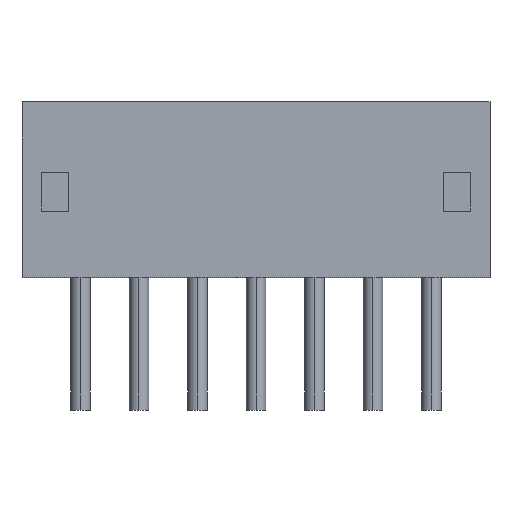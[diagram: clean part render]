
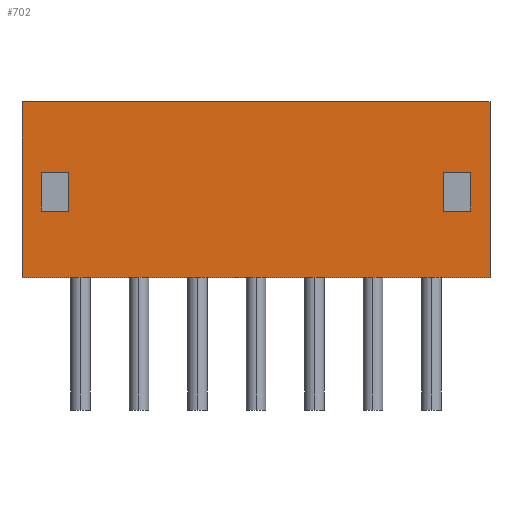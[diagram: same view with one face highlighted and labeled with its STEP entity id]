
A CAD part, top view. The second image highlights one B-rep face of the part: STEP entity #702.
In plain terms, the highlighted planar face has unit normal (0, 0, 1).
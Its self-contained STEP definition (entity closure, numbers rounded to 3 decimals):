
#393 = EDGE_CURVE ( 'NONE', #706, #668, #2137, .T. ) ;
#394 = ORIENTED_EDGE ( 'NONE', *, *, #395, .F. ) ;
#395 = EDGE_CURVE ( 'NONE', #396, #397, #2133, .T. ) ;
#396 = VERTEX_POINT ( 'NONE', #2129 ) ;
#397 = VERTEX_POINT ( 'NONE', #2128 ) ;
#465 = EDGE_CURVE ( 'NONE', #651, #567, #2297, .T. ) ;
#529 = ORIENTED_EDGE ( 'NONE', *, *, #618, .F. ) ;
#564 = EDGE_CURVE ( 'NONE', #604, #567, #2710, .T. ) ;
#567 = VERTEX_POINT ( 'NONE', #2706 ) ;
#603 = ORIENTED_EDGE ( 'NONE', *, *, #564, .F. ) ;
#604 = VERTEX_POINT ( 'NONE', #2595 ) ;
#616 = ORIENTED_EDGE ( 'NONE', *, *, #701, .T. ) ;
#618 = EDGE_CURVE ( 'NONE', #686, #604, #2623, .T. ) ;
#633 = ORIENTED_EDGE ( 'NONE', *, *, #634, .F. ) ;
#634 = EDGE_CURVE ( 'NONE', #635, #396, #2609, .T. ) ;
#635 = VERTEX_POINT ( 'NONE', #2575 ) ;
#636 = ORIENTED_EDGE ( 'NONE', *, *, #637, .F. ) ;
#637 = EDGE_CURVE ( 'NONE', #638, #635, #2574, .T. ) ;
#638 = VERTEX_POINT ( 'NONE', #2570 ) ;
#651 = VERTEX_POINT ( 'NONE', #2546 ) ;
#652 = EDGE_LOOP ( 'NONE', ( #703, #664, #666, #669 ) ) ;
#653 = ORIENTED_EDGE ( 'NONE', *, *, #654, .F. ) ;
#654 = EDGE_CURVE ( 'NONE', #397, #638, #2545, .T. ) ;
#655 = EDGE_LOOP ( 'NONE', ( #656, #603, #529, #616 ) ) ;
#656 = ORIENTED_EDGE ( 'NONE', *, *, #465, .T. ) ;
#664 = ORIENTED_EDGE ( 'NONE', *, *, #665, .F. ) ;
#665 = EDGE_CURVE ( 'NONE', #707, #705, #2770, .T. ) ;
#666 = ORIENTED_EDGE ( 'NONE', *, *, #667, .F. ) ;
#667 = EDGE_CURVE ( 'NONE', #668, #707, #2768, .T. ) ;
#668 = VERTEX_POINT ( 'NONE', #2764 ) ;
#669 = ORIENTED_EDGE ( 'NONE', *, *, #393, .F. ) ;
#670 = EDGE_LOOP ( 'NONE', ( #394, #633, #636, #653 ) ) ;
#686 = VERTEX_POINT ( 'NONE', #2810 ) ;
#701 = EDGE_CURVE ( 'NONE', #686, #651, #2842, .T. ) ;
#702 = ADVANCED_FACE ( 'NONE', ( #2838, #2837, #2947 ), #2933, .F. ) ;
#703 = ORIENTED_EDGE ( 'NONE', *, *, #704, .F. ) ;
#704 = EDGE_CURVE ( 'NONE', #705, #706, #2928, .T. ) ;
#705 = VERTEX_POINT ( 'NONE', #2924 ) ;
#706 = VERTEX_POINT ( 'NONE', #2923 ) ;
#707 = VERTEX_POINT ( 'NONE', #2922 ) ;
#2128 = CARTESIAN_POINT ( 'NONE',  ( -4.8, 2.7, 0. ) ) ;
#2129 = CARTESIAN_POINT ( 'NONE',  ( -4.8, 1.7, 0. ) ) ;
#2130 = DIRECTION ( 'NONE',  ( 0., 1., 0. ) ) ;
#2131 = VECTOR ( 'NONE', #2130, 1000. ) ;
#2132 = CARTESIAN_POINT ( 'NONE',  ( -4.8, 2.7, 0. ) ) ;
#2133 = LINE ( 'NONE', #2132, #2131 ) ;
#2134 = DIRECTION ( 'NONE',  ( 1., 0., 0. ) ) ;
#2135 = VECTOR ( 'NONE', #2134, 1000. ) ;
#2136 = CARTESIAN_POINT ( 'NONE',  ( 5.5, 1.7, 0. ) ) ;
#2137 = LINE ( 'NONE', #2136, #2135 ) ;
#2294 = DIRECTION ( 'NONE',  ( 0., -1., 0. ) ) ;
#2295 = VECTOR ( 'NONE', #2294, 1000. ) ;
#2296 = CARTESIAN_POINT ( 'NONE',  ( -6., 0., 0. ) ) ;
#2297 = LINE ( 'NONE', #2296, #2295 ) ;
#2542 = DIRECTION ( 'NONE',  ( -1., 0., 0. ) ) ;
#2543 = VECTOR ( 'NONE', #2542, 1000. ) ;
#2544 = CARTESIAN_POINT ( 'NONE',  ( -5.5, 2.7, 0. ) ) ;
#2545 = LINE ( 'NONE', #2544, #2543 ) ;
#2546 = CARTESIAN_POINT ( 'NONE',  ( -6., 4.5, 0. ) ) ;
#2570 = CARTESIAN_POINT ( 'NONE',  ( -5.5, 2.7, 0. ) ) ;
#2571 = DIRECTION ( 'NONE',  ( 0., -1., 0. ) ) ;
#2572 = VECTOR ( 'NONE', #2571, 1000. ) ;
#2573 = CARTESIAN_POINT ( 'NONE',  ( -5.5, 2.7, 0. ) ) ;
#2574 = LINE ( 'NONE', #2573, #2572 ) ;
#2575 = CARTESIAN_POINT ( 'NONE',  ( -5.5, 1.7, 0. ) ) ;
#2595 = CARTESIAN_POINT ( 'NONE',  ( 6., 0., 0. ) ) ;
#2606 = DIRECTION ( 'NONE',  ( 1., 0., 0. ) ) ;
#2607 = VECTOR ( 'NONE', #2606, 1000. ) ;
#2608 = CARTESIAN_POINT ( 'NONE',  ( -5.5, 1.7, 0. ) ) ;
#2609 = LINE ( 'NONE', #2608, #2607 ) ;
#2620 = DIRECTION ( 'NONE',  ( 0., -1., 0. ) ) ;
#2621 = VECTOR ( 'NONE', #2620, 1000. ) ;
#2622 = CARTESIAN_POINT ( 'NONE',  ( 6., 0., 0. ) ) ;
#2623 = LINE ( 'NONE', #2622, #2621 ) ;
#2706 = CARTESIAN_POINT ( 'NONE',  ( -6., 0., 0. ) ) ;
#2707 = DIRECTION ( 'NONE',  ( -1., 0., 0. ) ) ;
#2708 = VECTOR ( 'NONE', #2707, 1000. ) ;
#2709 = CARTESIAN_POINT ( 'NONE',  ( 6., 0., 0. ) ) ;
#2710 = LINE ( 'NONE', #2709, #2708 ) ;
#2757 = DIRECTION ( 'NONE',  ( -1., 0., 0. ) ) ;
#2758 = VECTOR ( 'NONE', #2757, 1000. ) ;
#2764 = CARTESIAN_POINT ( 'NONE',  ( 5.5, 1.7, 0. ) ) ;
#2765 = DIRECTION ( 'NONE',  ( 0., 1., 0. ) ) ;
#2766 = VECTOR ( 'NONE', #2765, 1000. ) ;
#2767 = CARTESIAN_POINT ( 'NONE',  ( 5.5, 2.7, 0. ) ) ;
#2768 = LINE ( 'NONE', #2767, #2766 ) ;
#2769 = CARTESIAN_POINT ( 'NONE',  ( 5.5, 2.7, 0. ) ) ;
#2770 = LINE ( 'NONE', #2769, #2758 ) ;
#2810 = CARTESIAN_POINT ( 'NONE',  ( 6., 4.5, 0. ) ) ;
#2837 = FACE_BOUND ( 'NONE', #670, .T. ) ;
#2838 = FACE_BOUND ( 'NONE', #652, .T. ) ;
#2839 = DIRECTION ( 'NONE',  ( -1., 0., 0. ) ) ;
#2840 = VECTOR ( 'NONE', #2839, 1000. ) ;
#2841 = CARTESIAN_POINT ( 'NONE',  ( 6., 4.5, 0. ) ) ;
#2842 = LINE ( 'NONE', #2841, #2840 ) ;
#2922 = CARTESIAN_POINT ( 'NONE',  ( 5.5, 2.7, 0. ) ) ;
#2923 = CARTESIAN_POINT ( 'NONE',  ( 4.8, 1.7, 0. ) ) ;
#2924 = CARTESIAN_POINT ( 'NONE',  ( 4.8, 2.7, 0. ) ) ;
#2925 = DIRECTION ( 'NONE',  ( 0., -1., 0. ) ) ;
#2926 = VECTOR ( 'NONE', #2925, 1000. ) ;
#2927 = CARTESIAN_POINT ( 'NONE',  ( 4.8, 2.7, 0. ) ) ;
#2928 = LINE ( 'NONE', #2927, #2926 ) ;
#2929 = DIRECTION ( 'NONE',  ( -1., 0., 0. ) ) ;
#2930 = DIRECTION ( 'NONE',  ( 0., 0., -1. ) ) ;
#2931 = CARTESIAN_POINT ( 'NONE',  ( 6., 0., 0. ) ) ;
#2932 = AXIS2_PLACEMENT_3D ( 'NONE', #2931, #2930, #2929 ) ;
#2933 = PLANE ( 'NONE',  #2932 ) ;
#2947 = FACE_OUTER_BOUND ( 'NONE', #655, .T. ) ;
